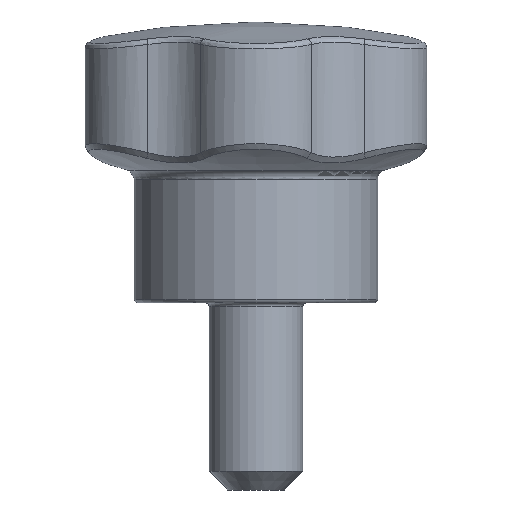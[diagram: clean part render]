
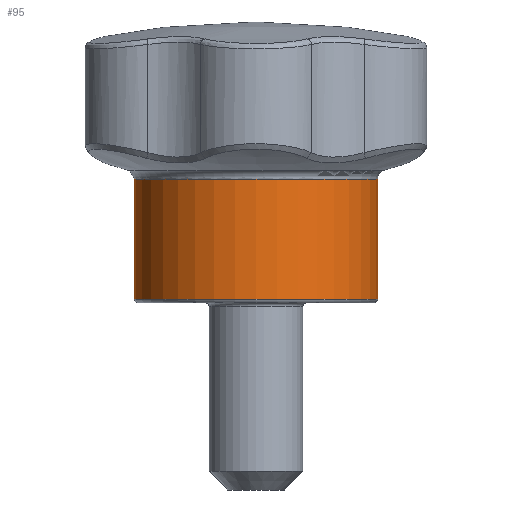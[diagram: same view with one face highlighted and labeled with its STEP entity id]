
A CAD part, front view. The second image highlights one B-rep face of the part: STEP entity #95.
In plain terms, the highlighted cylindrical face has radius 6.5 mm (diameter 13 mm), a full revolution.
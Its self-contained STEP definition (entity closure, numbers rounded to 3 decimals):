
#95 = ADVANCED_FACE( '', ( #221, #222 ), #223, .T. );
#221 = FACE_OUTER_BOUND( '', #1077, .T. );
#222 = FACE_OUTER_BOUND( '', #1078, .T. );
#223 = CYLINDRICAL_SURFACE( '', #1079, 6.5 );
#1077 = EDGE_LOOP( '', ( #2454 ) );
#1078 = EDGE_LOOP( '', ( #2455 ) );
#1079 = AXIS2_PLACEMENT_3D( '', #2456, #2457, #2458 );
#2454 = ORIENTED_EDGE( '', *, *, #2745, .T. );
#2455 = ORIENTED_EDGE( '', *, *, #2746, .T. );
#2456 = CARTESIAN_POINT( '', ( 0., 0., 15. ) );
#2457 = DIRECTION( '', ( 0., 0., -1. ) );
#2458 = DIRECTION( '', ( 1., 0., 0. ) );
#2745 = EDGE_CURVE( '', #2922, #2922, #2923, .F. );
#2746 = EDGE_CURVE( '', #2924, #2924, #2925, .T. );
#2922 = VERTEX_POINT( '', #3839 );
#2923 = CIRCLE( '', #3840, 6.5 );
#2924 = VERTEX_POINT( '', #3841 );
#2925 = CIRCLE( '', #3842, 6.5 );
#3839 = CARTESIAN_POINT( '', ( 6.5, 0., 6.609 ) );
#3840 = AXIS2_PLACEMENT_3D( '', #4866, #4867, #4868 );
#3841 = CARTESIAN_POINT( '', ( 6.5, 0., 0.2 ) );
#3842 = AXIS2_PLACEMENT_3D( '', #4869, #4870, #4871 );
#4866 = CARTESIAN_POINT( '', ( 0., 0., 6.609 ) );
#4867 = DIRECTION( '', ( 0., 0., 1. ) );
#4868 = DIRECTION( '', ( 1., 0., 0. ) );
#4869 = CARTESIAN_POINT( '', ( 0., 0., 0.2 ) );
#4870 = DIRECTION( '', ( 0., 0., 1. ) );
#4871 = DIRECTION( '', ( 1., 0., 0. ) );
